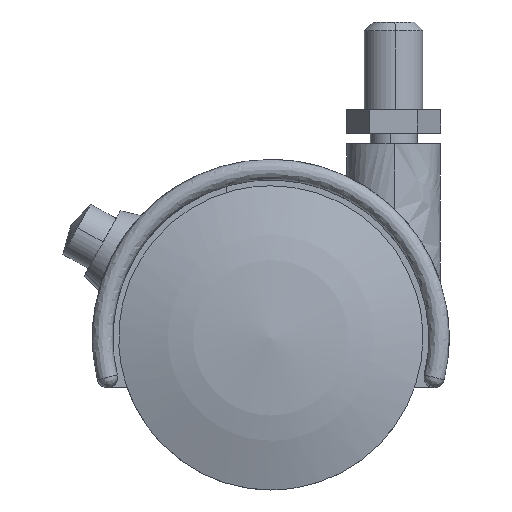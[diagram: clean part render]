
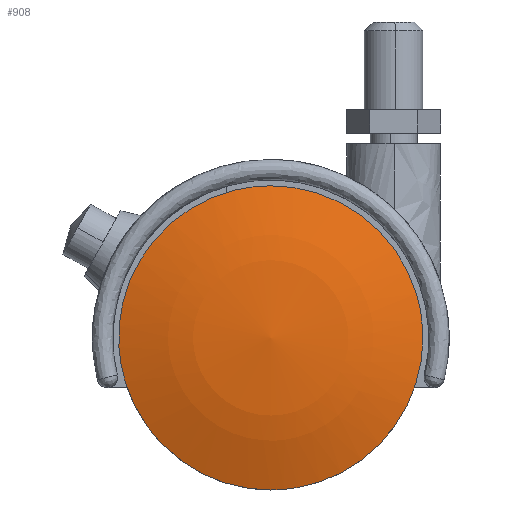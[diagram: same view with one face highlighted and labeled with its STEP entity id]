
A CAD part, front view. The second image highlights one B-rep face of the part: STEP entity #908.
In plain terms, the highlighted free-form (B-spline) face has degree [2, 2] with [4, 4] control points.
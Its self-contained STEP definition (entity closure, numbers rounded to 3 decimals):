
#647=CARTESIAN_POINT('',(25.818,-18.85,3.069));
#648=VERTEX_POINT('',#647);
#654=CARTESIAN_POINT('',(0.0,-18.85,-26.0));
#655=VERTEX_POINT('',#654);
#656=CARTESIAN_POINT('',(25.818,-18.85,3.069));
#657=CARTESIAN_POINT('',(26.0,-18.85,1.54));
#658=CARTESIAN_POINT('',(26.0,-18.85,0.0));
#659=CARTESIAN_POINT('',(26.,-18.85,-26.));
#660=CARTESIAN_POINT('',(0.0,-18.85,-26.0));
#668=(BOUNDED_CURVE()B_SPLINE_CURVE(2,(#656,#657,#658,#659,#660),.UNSPECIFIED.,.F.,.U.)B_SPLINE_CURVE_WITH_KNOTS((3,2,3),(0.23,0.25,0.5),.UNSPECIFIED.)CURVE()GEOMETRIC_REPRESENTATION_ITEM()RATIONAL_B_SPLINE_CURVE((0.956,0.976,1.0,0.707,1.0))REPRESENTATION_ITEM(''));
#669=EDGE_CURVE('',#648,#655,#668,.T.);
#671=CARTESIAN_POINT('',(-25.952,-18.85,-1.587));
#672=VERTEX_POINT('',#671);
#673=CARTESIAN_POINT('',(0.0,-18.85,-26.0));
#674=CARTESIAN_POINT('',(-24.458,-18.85,-26.));
#675=CARTESIAN_POINT('',(-25.952,-18.85,-1.587));
#683=(BOUNDED_CURVE()B_SPLINE_CURVE(2,(#673,#674,#675),.UNSPECIFIED.,.F.,.U.)B_SPLINE_CURVE_WITH_KNOTS((3,3),(0.5,0.739),.UNSPECIFIED.)CURVE()GEOMETRIC_REPRESENTATION_ITEM()RATIONAL_B_SPLINE_CURVE((1.0,0.72,0.976))REPRESENTATION_ITEM(''));
#684=EDGE_CURVE('',#655,#672,#683,.T.);
#758=CARTESIAN_POINT('',(0.0,-18.85,26.0));
#759=VERTEX_POINT('',#758);
#760=CARTESIAN_POINT('',(-25.952,-18.85,-1.587));
#761=CARTESIAN_POINT('',(-26.,-18.85,-0.794));
#762=CARTESIAN_POINT('',(-26.0,-18.85,0.0));
#763=CARTESIAN_POINT('',(-26.,-18.85,26.));
#764=CARTESIAN_POINT('',(0.0,-18.85,26.0));
#772=(BOUNDED_CURVE()B_SPLINE_CURVE(2,(#760,#761,#762,#763,#764),.UNSPECIFIED.,.F.,.U.)B_SPLINE_CURVE_WITH_KNOTS((3,2,3),(0.739,0.75,1.0),.UNSPECIFIED.)CURVE()GEOMETRIC_REPRESENTATION_ITEM()RATIONAL_B_SPLINE_CURVE((0.976,0.988,1.0,0.707,1.0))REPRESENTATION_ITEM(''));
#773=EDGE_CURVE('',#672,#759,#772,.T.);
#775=CARTESIAN_POINT('',(0.0,-18.85,26.0));
#776=CARTESIAN_POINT('',(23.093,-18.85,26.));
#777=CARTESIAN_POINT('',(25.818,-18.85,3.069));
#785=(BOUNDED_CURVE()B_SPLINE_CURVE(2,(#775,#776,#777),.UNSPECIFIED.,.F.,.U.)B_SPLINE_CURVE_WITH_KNOTS((3,3),(0.0,0.23),.UNSPECIFIED.)CURVE()GEOMETRIC_REPRESENTATION_ITEM()RATIONAL_B_SPLINE_CURVE((1.0,0.731,0.956))REPRESENTATION_ITEM(''));
#786=EDGE_CURVE('',#759,#648,#785,.T.);
#878=CARTESIAN_POINT('',(-27.51,-13.009,-27.51));
#879=CARTESIAN_POINT('',(-14.215,-17.958,-28.431));
#880=CARTESIAN_POINT('',(14.215,-17.958,-28.431));
#881=CARTESIAN_POINT('',(27.51,-13.009,-27.51));
#882=CARTESIAN_POINT('',(-28.431,-17.958,-14.216));
#883=CARTESIAN_POINT('',(-14.708,-23.25,-14.708));
#884=CARTESIAN_POINT('',(14.708,-23.25,-14.708));
#885=CARTESIAN_POINT('',(28.431,-17.958,-14.216));
#886=CARTESIAN_POINT('',(-28.431,-17.958,14.216));
#887=CARTESIAN_POINT('',(-14.708,-23.25,14.708));
#888=CARTESIAN_POINT('',(14.708,-23.25,14.708));
#889=CARTESIAN_POINT('',(28.431,-17.958,14.216));
#890=CARTESIAN_POINT('',(-27.51,-13.009,27.51));
#891=CARTESIAN_POINT('',(-14.215,-17.958,28.431));
#892=CARTESIAN_POINT('',(14.215,-17.958,28.431));
#893=CARTESIAN_POINT('',(27.51,-13.009,27.51));
#901=(BOUNDED_SURFACE()B_SPLINE_SURFACE(2,2,((#878,#882,#886,#890),(#879,#883,#887,#891),(#880,#884,#888,#892),(#881,#885,#889,#893)),.UNSPECIFIED.,.F.,.F.,.U.)B_SPLINE_SURFACE_WITH_KNOTS((3,1,3),(3,1,3),(14.714,42.998,71.281),(14.714,42.998,71.282),.UNSPECIFIED.)GEOMETRIC_REPRESENTATION_ITEM()RATIONAL_B_SPLINE_SURFACE(((1.069,1.035,1.035,1.069),(1.035,1.0,1.0,1.035),(1.035,1.0,1.0,1.035),(1.069,1.035,1.035,1.069)))REPRESENTATION_ITEM('')SURFACE());
#902=ORIENTED_EDGE('',*,*,#773,.F.);
#903=ORIENTED_EDGE('',*,*,#684,.F.);
#904=ORIENTED_EDGE('',*,*,#669,.F.);
#905=ORIENTED_EDGE('',*,*,#786,.F.);
#906=EDGE_LOOP('',(#902,#903,#904,#905));
#907=FACE_OUTER_BOUND('',#906,.T.);
#908=ADVANCED_FACE('',(#907),#901,.T.);
